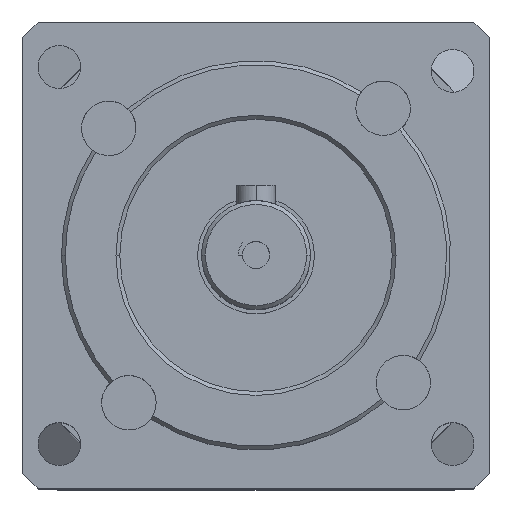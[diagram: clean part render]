
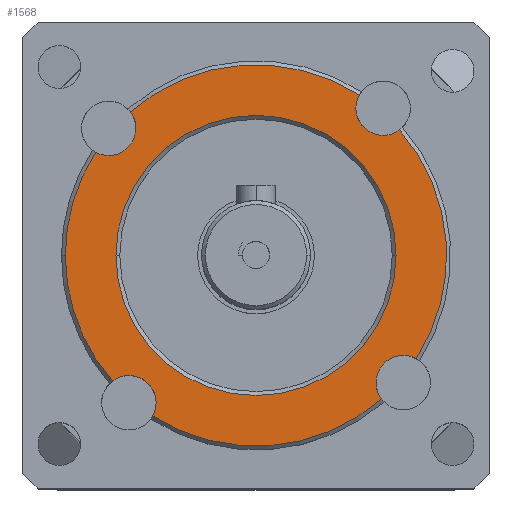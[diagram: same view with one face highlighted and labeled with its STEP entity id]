
A CAD part, top view. The second image highlights one B-rep face of the part: STEP entity #1568.
In plain terms, the highlighted planar face has unit normal (0, 0, 1).
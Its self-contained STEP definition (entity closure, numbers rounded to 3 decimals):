
#14 = CARTESIAN_POINT ( 'NONE',  ( -12.836, -18.925, 12.5 ) ) ;
#45 = DIRECTION ( 'NONE',  ( 0., 0., 1. ) ) ;
#146 = PLANE ( 'NONE',  #9153 ) ;
#149 = EDGE_CURVE ( 'NONE', #12920, #8176, #12835, .T. ) ;
#156 = CIRCLE ( 'NONE', #1840, 3.5 ) ;
#178 = VERTEX_POINT ( 'NONE', #10732 ) ;
#220 = ORIENTED_EDGE ( 'NONE', *, *, #9493, .T. ) ;
#247 = DIRECTION ( 'NONE',  ( 0., 0., 1. ) ) ;
#271 = FACE_BOUND ( 'NONE', #3831, .T. ) ;
#294 = VERTEX_POINT ( 'NONE', #3023 ) ;
#345 = AXIS2_PLACEMENT_3D ( 'NONE', #3538, #6515, #7528 ) ;
#363 = CIRCLE ( 'NONE', #582, 3.5 ) ;
#400 = CARTESIAN_POINT ( 'NONE',  ( 16.336, 18.925, 12.5 ) ) ;
#582 = AXIS2_PLACEMENT_3D ( 'NONE', #9931, #1862, #814 ) ;
#682 = DIRECTION ( 'NONE',  ( 1., 0., 0. ) ) ;
#683 = VERTEX_POINT ( 'NONE', #10987 ) ;
#727 = AXIS2_PLACEMENT_3D ( 'NONE', #3734, #7864, #9768 ) ;
#753 = CIRCLE ( 'NONE', #1798, 3.5 ) ;
#814 = DIRECTION ( 'NONE',  ( 1., 0., 0. ) ) ;
#819 = ORIENTED_EDGE ( 'NONE', *, *, #9774, .T. ) ;
#860 = ORIENTED_EDGE ( 'NONE', *, *, #11754, .F. ) ;
#901 = CIRCLE ( 'NONE', #5128, 3.5 ) ;
#917 = ORIENTED_EDGE ( 'NONE', *, *, #11109, .F. ) ;
#1039 = CARTESIAN_POINT ( 'NONE',  ( -16.336, -18.925, 12.5 ) ) ;
#1108 = AXIS2_PLACEMENT_3D ( 'NONE', #6339, #5342, #6404 ) ;
#1363 = VERTEX_POINT ( 'NONE', #14 ) ;
#1398 = VERTEX_POINT ( 'NONE', #4956 ) ;
#1408 = AXIS2_PLACEMENT_3D ( 'NONE', #2418, #6443, #10482 ) ;
#1514 = CARTESIAN_POINT ( 'NONE',  ( 16.129, -18.442, 12.5 ) ) ;
#1568 = ADVANCED_FACE ( 'NONE', ( #271, #11243 ), #146, .T. ) ;
#1683 = ORIENTED_EDGE ( 'NONE', *, *, #11515, .F. ) ;
#1798 = AXIS2_PLACEMENT_3D ( 'NONE', #11055, #7177, #10194 ) ;
#1840 = AXIS2_PLACEMENT_3D ( 'NONE', #400, #4352, #6211 ) ;
#1862 = DIRECTION ( 'NONE',  ( 0., 0., 1. ) ) ;
#1967 = DIRECTION ( 'NONE',  ( 0., 0., 1. ) ) ;
#2072 = ORIENTED_EDGE ( 'NONE', *, *, #4945, .F. ) ;
#2125 = CARTESIAN_POINT ( 'NONE',  ( 0., 0., 12.5 ) ) ;
#2301 = DIRECTION ( 'NONE',  ( 1., 0., 0. ) ) ;
#2376 = CARTESIAN_POINT ( 'NONE',  ( -16.129, 18.442, 12.5 ) ) ;
#2418 = CARTESIAN_POINT ( 'NONE',  ( 18.925, -16.336, 12.5 ) ) ;
#2430 = CARTESIAN_POINT ( 'NONE',  ( -18.925, 16.336, 12.5 ) ) ;
#2462 = VERTEX_POINT ( 'NONE', #9051 ) ;
#2570 = ORIENTED_EDGE ( 'NONE', *, *, #7575, .F. ) ;
#2663 = CIRCLE ( 'NONE', #2878, 3.5 ) ;
#2704 = ORIENTED_EDGE ( 'NONE', *, *, #11611, .T. ) ;
#2878 = AXIS2_PLACEMENT_3D ( 'NONE', #11020, #1967, #9721 ) ;
#2963 = CARTESIAN_POINT ( 'NONE',  ( 12.836, 18.925, 12.5 ) ) ;
#3023 = CARTESIAN_POINT ( 'NONE',  ( 13.262, 20.6, 12.5 ) ) ;
#3413 = DIRECTION ( 'NONE',  ( 0., 0., 1. ) ) ;
#3538 = CARTESIAN_POINT ( 'NONE',  ( 0., 0., 12.5 ) ) ;
#3610 = ORIENTED_EDGE ( 'NONE', *, *, #8930, .T. ) ;
#3643 = ORIENTED_EDGE ( 'NONE', *, *, #4215, .F. ) ;
#3693 = CARTESIAN_POINT ( 'NONE',  ( 15.425, -16.336, 12.5 ) ) ;
#3698 = VERTEX_POINT ( 'NONE', #3693 ) ;
#3734 = CARTESIAN_POINT ( 'NONE',  ( 0., 0., 12.5 ) ) ;
#3831 = EDGE_LOOP ( 'NONE', ( #220, #9524 ) ) ;
#4215 = EDGE_CURVE ( 'NONE', #178, #3698, #5199, .T. ) ;
#4294 = DIRECTION ( 'NONE',  ( 1., 0., 0. ) ) ;
#4352 = DIRECTION ( 'NONE',  ( 0., 0., 1. ) ) ;
#4431 = DIRECTION ( 'NONE',  ( 0., 0., 1. ) ) ;
#4490 = DIRECTION ( 'NONE',  ( 0., 0., 1. ) ) ;
#4498 = AXIS2_PLACEMENT_3D ( 'NONE', #7572, #11702, #11576 ) ;
#4853 = VERTEX_POINT ( 'NONE', #9547 ) ;
#4945 = EDGE_CURVE ( 'NONE', #3698, #8176, #363, .T. ) ;
#4956 = CARTESIAN_POINT ( 'NONE',  ( 18.442, 16.129, 12.5 ) ) ;
#5103 = EDGE_CURVE ( 'NONE', #294, #9928, #156, .T. ) ;
#5128 = AXIS2_PLACEMENT_3D ( 'NONE', #1039, #45, #10955 ) ;
#5144 = CIRCLE ( 'NONE', #727, 24.5 ) ;
#5160 = CARTESIAN_POINT ( 'NONE',  ( 0., 0., 12.5 ) ) ;
#5199 = CIRCLE ( 'NONE', #1408, 3.5 ) ;
#5342 = DIRECTION ( 'NONE',  ( 0., 0., 1. ) ) ;
#5465 = CARTESIAN_POINT ( 'NONE',  ( 0., 0., 12.5 ) ) ;
#5574 = CIRCLE ( 'NONE', #345, 24.5 ) ;
#5597 = DIRECTION ( 'NONE',  ( 1., 0., 0. ) ) ;
#5790 = CARTESIAN_POINT ( 'NONE',  ( 18., 0., 12.5 ) ) ;
#6211 = DIRECTION ( 'NONE',  ( 1., 0., 0. ) ) ;
#6339 = CARTESIAN_POINT ( 'NONE',  ( -18.925, 16.336, 12.5 ) ) ;
#6404 = DIRECTION ( 'NONE',  ( 1., 0., 0. ) ) ;
#6443 = DIRECTION ( 'NONE',  ( 0., 0., 1. ) ) ;
#6450 = AXIS2_PLACEMENT_3D ( 'NONE', #12208, #247, #9188 ) ;
#6515 = DIRECTION ( 'NONE',  ( 0., 0., 1. ) ) ;
#6664 = AXIS2_PLACEMENT_3D ( 'NONE', #2430, #3413, #2301 ) ;
#7150 = AXIS2_PLACEMENT_3D ( 'NONE', #10657, #4431, #682 ) ;
#7173 = DIRECTION ( 'NONE',  ( 0., 0., 1. ) ) ;
#7177 = DIRECTION ( 'NONE',  ( 0., 0., 1. ) ) ;
#7194 = ORIENTED_EDGE ( 'NONE', *, *, #5103, .F. ) ;
#7528 = DIRECTION ( 'NONE',  ( 1., 0., 0. ) ) ;
#7572 = CARTESIAN_POINT ( 'NONE',  ( 0., 0., 12.5 ) ) ;
#7575 = EDGE_CURVE ( 'NONE', #1363, #2462, #901, .T. ) ;
#7750 = CIRCLE ( 'NONE', #8375, 18. ) ;
#7864 = DIRECTION ( 'NONE',  ( 0., 0., 1. ) ) ;
#7881 = EDGE_CURVE ( 'NONE', #683, #10458, #7894, .T. ) ;
#7894 = CIRCLE ( 'NONE', #1108, 3.5 ) ;
#8176 = VERTEX_POINT ( 'NONE', #1514 ) ;
#8375 = AXIS2_PLACEMENT_3D ( 'NONE', #5465, #11417, #5597 ) ;
#8550 = AXIS2_PLACEMENT_3D ( 'NONE', #5160, #4490, #10586 ) ;
#8930 = EDGE_CURVE ( 'NONE', #178, #1398, #5144, .T. ) ;
#9051 = CARTESIAN_POINT ( 'NONE',  ( -18.442, -16.129, 12.5 ) ) ;
#9153 = AXIS2_PLACEMENT_3D ( 'NONE', #2125, #7173, #4294 ) ;
#9188 = DIRECTION ( 'NONE',  ( 1., 0., 0. ) ) ;
#9331 = EDGE_CURVE ( 'NONE', #12534, #2462, #10637, .T. ) ;
#9493 = EDGE_CURVE ( 'NONE', #10854, #4853, #10207, .T. ) ;
#9524 = ORIENTED_EDGE ( 'NONE', *, *, #11893, .T. ) ;
#9547 = CARTESIAN_POINT ( 'NONE',  ( -18., 0., 12.5 ) ) ;
#9721 = DIRECTION ( 'NONE',  ( 1., 0., 0. ) ) ;
#9768 = DIRECTION ( 'NONE',  ( 1., 0., 0. ) ) ;
#9774 = EDGE_CURVE ( 'NONE', #12712, #12534, #5574, .T. ) ;
#9928 = VERTEX_POINT ( 'NONE', #2963 ) ;
#9931 = CARTESIAN_POINT ( 'NONE',  ( 18.925, -16.336, 12.5 ) ) ;
#10194 = DIRECTION ( 'NONE',  ( 1., 0., 0. ) ) ;
#10207 = CIRCLE ( 'NONE', #4498, 18. ) ;
#10254 = CIRCLE ( 'NONE', #6450, 24.5 ) ;
#10458 = VERTEX_POINT ( 'NONE', #2376 ) ;
#10482 = DIRECTION ( 'NONE',  ( 1., 0., 0. ) ) ;
#10586 = DIRECTION ( 'NONE',  ( 1., 0., 0. ) ) ;
#10637 = CIRCLE ( 'NONE', #8550, 24.5 ) ;
#10657 = CARTESIAN_POINT ( 'NONE',  ( 0., 0., 12.5 ) ) ;
#10732 = CARTESIAN_POINT ( 'NONE',  ( 20.6, -13.262, 12.5 ) ) ;
#10786 = ORIENTED_EDGE ( 'NONE', *, *, #149, .T. ) ;
#10854 = VERTEX_POINT ( 'NONE', #5790 ) ;
#10955 = DIRECTION ( 'NONE',  ( 1., 0., 0. ) ) ;
#10987 = CARTESIAN_POINT ( 'NONE',  ( -15.425, 16.336, 12.5 ) ) ;
#11020 = CARTESIAN_POINT ( 'NONE',  ( -16.336, -18.925, 12.5 ) ) ;
#11055 = CARTESIAN_POINT ( 'NONE',  ( 16.336, 18.925, 12.5 ) ) ;
#11109 = EDGE_CURVE ( 'NONE', #9928, #1398, #753, .T. ) ;
#11233 = EDGE_LOOP ( 'NONE', ( #3643, #3610, #917, #7194, #2704, #12275, #860, #819, #11462, #2570, #1683, #10786, #2072 ) ) ;
#11243 = FACE_OUTER_BOUND ( 'NONE', #11233, .T. ) ;
#11417 = DIRECTION ( 'NONE',  ( 0., 0., -1. ) ) ;
#11448 = CARTESIAN_POINT ( 'NONE',  ( -13.262, -20.6, 12.5 ) ) ;
#11462 = ORIENTED_EDGE ( 'NONE', *, *, #9331, .T. ) ;
#11515 = EDGE_CURVE ( 'NONE', #12920, #1363, #2663, .T. ) ;
#11576 = DIRECTION ( 'NONE',  ( 1., 0., 0. ) ) ;
#11611 = EDGE_CURVE ( 'NONE', #294, #10458, #10254, .T. ) ;
#11702 = DIRECTION ( 'NONE',  ( 0., 0., -1. ) ) ;
#11754 = EDGE_CURVE ( 'NONE', #12712, #683, #11933, .T. ) ;
#11893 = EDGE_CURVE ( 'NONE', #4853, #10854, #7750, .T. ) ;
#11933 = CIRCLE ( 'NONE', #6664, 3.5 ) ;
#11979 = CARTESIAN_POINT ( 'NONE',  ( -20.6, 13.262, 12.5 ) ) ;
#12208 = CARTESIAN_POINT ( 'NONE',  ( 0., 0., 12.5 ) ) ;
#12275 = ORIENTED_EDGE ( 'NONE', *, *, #7881, .F. ) ;
#12534 = VERTEX_POINT ( 'NONE', #12783 ) ;
#12712 = VERTEX_POINT ( 'NONE', #11979 ) ;
#12783 = CARTESIAN_POINT ( 'NONE',  ( -24.5, 0., 12.5 ) ) ;
#12835 = CIRCLE ( 'NONE', #7150, 24.5 ) ;
#12920 = VERTEX_POINT ( 'NONE', #11448 ) ;
